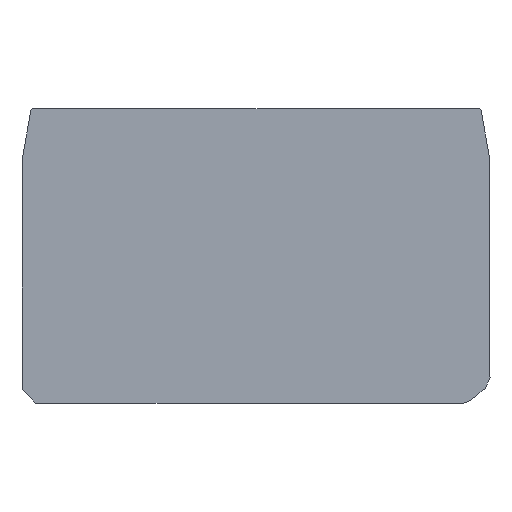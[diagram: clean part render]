
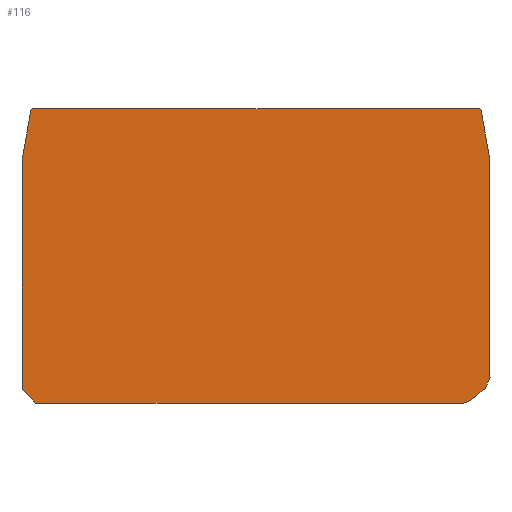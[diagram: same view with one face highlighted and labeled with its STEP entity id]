
A CAD part, front view. The second image highlights one B-rep face of the part: STEP entity #116.
In plain terms, the highlighted free-form (B-spline) face has degree [1, 1] with [2, 2] control points.
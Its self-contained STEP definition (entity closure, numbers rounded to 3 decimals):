
#20=CARTESIAN_POINT('',(-127.46,-2.2,137.879));
#21=CARTESIAN_POINT('',(150.242,-2.2,137.879));
#22=CARTESIAN_POINT('',(-127.46,-2.2,-81.228));
#23=CARTESIAN_POINT('',(150.242,-2.2,-81.228));
#24=B_SPLINE_SURFACE_WITH_KNOTS('',1,1,((#20,#21),(#22,#23)),.PLANE_SURF.,.F.,.F.,.U.,(2,2),(2,2),(0.,1.),(0.,1.),.UNSPECIFIED.);
#25=CARTESIAN_POINT('',(-32.376,-2.2,21.325));
#26=VERTEX_POINT('',#25);
#27=CARTESIAN_POINT('',(-32.671,-2.2,21.077));
#28=VERTEX_POINT('',#27);
#29=CARTESIAN_POINT('',(-32.376,-2.2,21.325));
#30=CARTESIAN_POINT('',(-32.628,-2.2,21.325));
#31=CARTESIAN_POINT('',(-32.671,-2.2,21.077));
#32=(BOUNDED_CURVE()B_SPLINE_CURVE(2,(#29,#30,#31),.CIRCULAR_ARC.,.F.,.U.)B_SPLINE_CURVE_WITH_KNOTS((3,3),(0.,1.),.UNSPECIFIED.)CURVE()GEOMETRIC_REPRESENTATION_ITEM()RATIONAL_B_SPLINE_CURVE((1.,0.766,1.))REPRESENTATION_ITEM(''));
#33=EDGE_CURVE('',#26,#28,#32,.T.);
#34=ORIENTED_EDGE('',*,*,#33,.T.);
#35=CARTESIAN_POINT('',(-33.95,-2.2,13.825));
#36=VERTEX_POINT('',#35);
#37=CARTESIAN_POINT('',(-32.671,-2.2,21.077));
#38=CARTESIAN_POINT('',(-33.95,-2.2,13.825));
#39=B_SPLINE_CURVE_WITH_KNOTS('',1,(#37,#38),.POLYLINE_FORM.,.F.,.U.,(2,2),(0.,1.),.UNSPECIFIED.);
#40=EDGE_CURVE('',#28,#36,#39,.T.);
#41=ORIENTED_EDGE('',*,*,#40,.T.);
#42=CARTESIAN_POINT('',(-33.95,-2.2,-19.375));
#43=VERTEX_POINT('',#42);
#44=CARTESIAN_POINT('',(-33.95,-2.2,13.825));
#45=CARTESIAN_POINT('',(-33.95,-2.2,-19.375));
#46=B_SPLINE_CURVE_WITH_KNOTS('',1,(#44,#45),.POLYLINE_FORM.,.F.,.U.,(2,2),(0.,1.),.UNSPECIFIED.);
#47=EDGE_CURVE('',#36,#43,#46,.T.);
#48=ORIENTED_EDGE('',*,*,#47,.T.);
#49=CARTESIAN_POINT('',(-31.95,-2.2,-21.375));
#50=VERTEX_POINT('',#49);
#51=CARTESIAN_POINT('',(-33.95,-2.2,-19.375));
#52=CARTESIAN_POINT('',(-33.95,-2.2,-21.375));
#53=CARTESIAN_POINT('',(-31.95,-2.2,-21.375));
#54=(BOUNDED_CURVE()B_SPLINE_CURVE(2,(#51,#52,#53),.CIRCULAR_ARC.,.F.,.U.)B_SPLINE_CURVE_WITH_KNOTS((3,3),(0.,1.),.UNSPECIFIED.)CURVE()GEOMETRIC_REPRESENTATION_ITEM()RATIONAL_B_SPLINE_CURVE((1.,0.707,1.))REPRESENTATION_ITEM(''));
#55=EDGE_CURVE('',#43,#50,#54,.T.);
#56=ORIENTED_EDGE('',*,*,#55,.T.);
#57=CARTESIAN_POINT('',(30.112,-2.2,-21.375));
#58=VERTEX_POINT('',#57);
#59=CARTESIAN_POINT('',(-31.95,-2.2,-21.375));
#60=CARTESIAN_POINT('',(30.112,-2.2,-21.375));
#61=B_SPLINE_CURVE_WITH_KNOTS('',1,(#59,#60),.POLYLINE_FORM.,.F.,.U.,(2,2),(0.,1.),.UNSPECIFIED.);
#62=EDGE_CURVE('',#50,#58,#61,.T.);
#63=ORIENTED_EDGE('',*,*,#62,.T.);
#64=CARTESIAN_POINT('',(31.15,-2.2,-20.993));
#65=VERTEX_POINT('',#64);
#66=CARTESIAN_POINT('',(30.112,-2.2,-21.375));
#67=CARTESIAN_POINT('',(30.701,-2.2,-21.375));
#68=CARTESIAN_POINT('',(31.15,-2.2,-20.993));
#69=(BOUNDED_CURVE()B_SPLINE_CURVE(2,(#66,#67,#68),.CIRCULAR_ARC.,.F.,.U.)B_SPLINE_CURVE_WITH_KNOTS((3,3),(0.,1.),.UNSPECIFIED.)CURVE()GEOMETRIC_REPRESENTATION_ITEM()RATIONAL_B_SPLINE_CURVE((1.,0.938,1.))REPRESENTATION_ITEM(''));
#70=EDGE_CURVE('',#58,#65,#69,.T.);
#71=ORIENTED_EDGE('',*,*,#70,.T.);
#72=CARTESIAN_POINT('',(33.247,-2.2,-19.206));
#73=VERTEX_POINT('',#72);
#74=CARTESIAN_POINT('',(31.15,-2.2,-20.993));
#75=CARTESIAN_POINT('',(33.247,-2.2,-19.206));
#76=B_SPLINE_CURVE_WITH_KNOTS('',1,(#74,#75),.POLYLINE_FORM.,.F.,.U.,(2,2),(0.,1.),.UNSPECIFIED.);
#77=EDGE_CURVE('',#65,#73,#76,.T.);
#78=ORIENTED_EDGE('',*,*,#77,.T.);
#79=CARTESIAN_POINT('',(33.95,-2.2,-17.683));
#80=VERTEX_POINT('',#79);
#81=CARTESIAN_POINT('',(33.247,-2.2,-19.206));
#82=CARTESIAN_POINT('',(33.95,-2.2,-18.607));
#83=CARTESIAN_POINT('',(33.95,-2.2,-17.683));
#84=(BOUNDED_CURVE()B_SPLINE_CURVE(2,(#81,#82,#83),.CIRCULAR_ARC.,.F.,.U.)B_SPLINE_CURVE_WITH_KNOTS((3,3),(0.,1.),.UNSPECIFIED.)CURVE()GEOMETRIC_REPRESENTATION_ITEM()RATIONAL_B_SPLINE_CURVE((1.,0.908,1.))REPRESENTATION_ITEM(''));
#85=EDGE_CURVE('',#73,#80,#84,.T.);
#86=ORIENTED_EDGE('',*,*,#85,.T.);
#87=CARTESIAN_POINT('',(33.95,-2.2,13.825));
#88=VERTEX_POINT('',#87);
#89=CARTESIAN_POINT('',(33.95,-2.2,-17.683));
#90=CARTESIAN_POINT('',(33.95,-2.2,13.825));
#91=B_SPLINE_CURVE_WITH_KNOTS('',1,(#89,#90),.POLYLINE_FORM.,.F.,.U.,(2,2),(0.,1.),.UNSPECIFIED.);
#92=EDGE_CURVE('',#80,#88,#91,.T.);
#93=ORIENTED_EDGE('',*,*,#92,.T.);
#94=CARTESIAN_POINT('',(32.671,-2.2,21.077));
#95=VERTEX_POINT('',#94);
#96=CARTESIAN_POINT('',(33.95,-2.2,13.825));
#97=CARTESIAN_POINT('',(32.671,-2.2,21.077));
#98=B_SPLINE_CURVE_WITH_KNOTS('',1,(#96,#97),.POLYLINE_FORM.,.F.,.U.,(2,2),(0.,1.),.UNSPECIFIED.);
#99=EDGE_CURVE('',#88,#95,#98,.T.);
#100=ORIENTED_EDGE('',*,*,#99,.T.);
#101=CARTESIAN_POINT('',(32.376,-2.2,21.325));
#102=VERTEX_POINT('',#101);
#103=CARTESIAN_POINT('',(32.671,-2.2,21.077));
#104=CARTESIAN_POINT('',(32.628,-2.2,21.325));
#105=CARTESIAN_POINT('',(32.376,-2.2,21.325));
#106=(BOUNDED_CURVE()B_SPLINE_CURVE(2,(#103,#104,#105),.CIRCULAR_ARC.,.F.,.U.)B_SPLINE_CURVE_WITH_KNOTS((3,3),(0.,1.),.UNSPECIFIED.)CURVE()GEOMETRIC_REPRESENTATION_ITEM()RATIONAL_B_SPLINE_CURVE((1.,0.766,1.))REPRESENTATION_ITEM(''));
#107=EDGE_CURVE('',#95,#102,#106,.T.);
#108=ORIENTED_EDGE('',*,*,#107,.T.);
#109=CARTESIAN_POINT('',(32.376,-2.2,21.325));
#110=CARTESIAN_POINT('',(-32.376,-2.2,21.325));
#111=B_SPLINE_CURVE_WITH_KNOTS('',1,(#109,#110),.POLYLINE_FORM.,.F.,.U.,(2,2),(0.,1.),.UNSPECIFIED.);
#112=EDGE_CURVE('',#102,#26,#111,.T.);
#113=ORIENTED_EDGE('',*,*,#112,.T.);
#114=EDGE_LOOP('',(#34,#41,#48,#56,#63,#71,#78,#86,#93,#100,#108,#113));
#115=FACE_OUTER_BOUND('',#114,.T.);
#116=ADVANCED_FACE('',(#115),#24,.T.);
